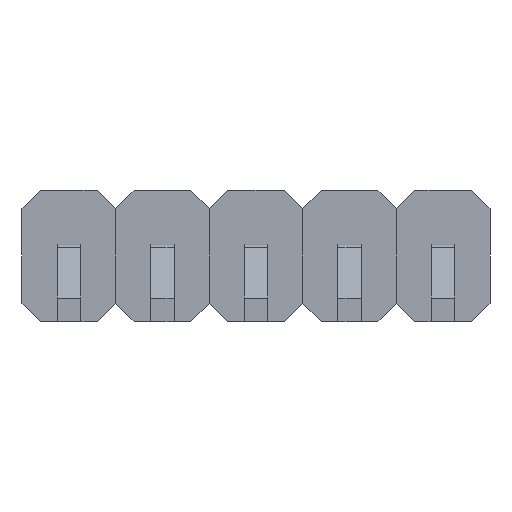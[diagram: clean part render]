
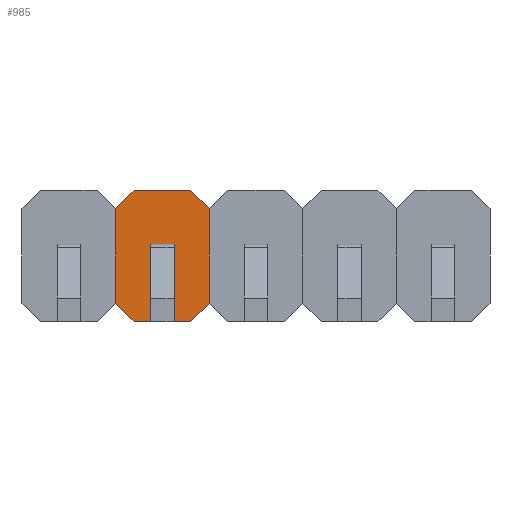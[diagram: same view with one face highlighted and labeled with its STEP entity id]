
A CAD part, left-side view. The second image highlights one B-rep face of the part: STEP entity #985.
In plain terms, the highlighted planar face has unit normal (-1, 0, 0).
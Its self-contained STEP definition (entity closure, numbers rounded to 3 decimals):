
#949 = EDGE_CURVE('',#950,#952,#954,.T.);
#950 = VERTEX_POINT('',#951);
#951 = CARTESIAN_POINT('',(3.808,0.77,3.56));
#952 = VERTEX_POINT('',#953);
#953 = CARTESIAN_POINT('',(3.808,-0.77,3.56));
#954 = LINE('',#955,#956);
#955 = CARTESIAN_POINT('',(3.808,1.27,3.56));
#956 = VECTOR('',#957,1.);
#957 = DIRECTION('',(0.,-1.,0.));
#985 = ADVANCED_FACE('',(#986),#1043,.F.);
#986 = FACE_BOUND('',#987,.F.);
#987 = EDGE_LOOP('',(#988,#989,#997,#1005,#1013,#1021,#1029,#1037));
#988 = ORIENTED_EDGE('',*,*,#949,.T.);
#989 = ORIENTED_EDGE('',*,*,#990,.T.);
#990 = EDGE_CURVE('',#952,#991,#993,.T.);
#991 = VERTEX_POINT('',#992);
#992 = CARTESIAN_POINT('',(3.808,-1.27,3.06));
#993 = LINE('',#994,#995);
#994 = CARTESIAN_POINT('',(3.808,-1.148,3.183));
#995 = VECTOR('',#996,1.);
#996 = DIRECTION('',(0.,-0.707,-0.707)
  );
#997 = ORIENTED_EDGE('',*,*,#998,.T.);
#998 = EDGE_CURVE('',#991,#999,#1001,.T.);
#999 = VERTEX_POINT('',#1000);
#1000 = CARTESIAN_POINT('',(3.808,-1.27,0.5));
#1001 = LINE('',#1002,#1003);
#1002 = CARTESIAN_POINT('',(3.808,-1.27,3.56));
#1003 = VECTOR('',#1004,1.);
#1004 = DIRECTION('',(0.,0.,-1.));
#1005 = ORIENTED_EDGE('',*,*,#1006,.T.);
#1006 = EDGE_CURVE('',#999,#1007,#1009,.T.);
#1007 = VERTEX_POINT('',#1008);
#1008 = CARTESIAN_POINT('',(3.808,-0.77,0.));
#1009 = LINE('',#1010,#1011);
#1010 = CARTESIAN_POINT('',(3.808,-1.148,0.378));
#1011 = VECTOR('',#1012,1.);
#1012 = DIRECTION('',(0.,0.707,-0.707)
  );
#1013 = ORIENTED_EDGE('',*,*,#1014,.T.);
#1014 = EDGE_CURVE('',#1007,#1015,#1017,.T.);
#1015 = VERTEX_POINT('',#1016);
#1016 = CARTESIAN_POINT('',(3.808,0.77,0.));
#1017 = LINE('',#1018,#1019);
#1018 = CARTESIAN_POINT('',(3.808,-1.27,0.));
#1019 = VECTOR('',#1020,1.);
#1020 = DIRECTION('',(0.,1.,0.));
#1021 = ORIENTED_EDGE('',*,*,#1022,.T.);
#1022 = EDGE_CURVE('',#1015,#1023,#1025,.T.);
#1023 = VERTEX_POINT('',#1024);
#1024 = CARTESIAN_POINT('',(3.808,1.27,0.5));
#1025 = LINE('',#1026,#1027);
#1026 = CARTESIAN_POINT('',(3.808,1.148,0.378));
#1027 = VECTOR('',#1028,1.);
#1028 = DIRECTION('',(0.,0.707,0.707)
  );
#1029 = ORIENTED_EDGE('',*,*,#1030,.T.);
#1030 = EDGE_CURVE('',#1023,#1031,#1033,.T.);
#1031 = VERTEX_POINT('',#1032);
#1032 = CARTESIAN_POINT('',(3.808,1.27,3.06));
#1033 = LINE('',#1034,#1035);
#1034 = CARTESIAN_POINT('',(3.808,1.27,0.));
#1035 = VECTOR('',#1036,1.);
#1036 = DIRECTION('',(0.,0.,1.));
#1037 = ORIENTED_EDGE('',*,*,#1038,.F.);
#1038 = EDGE_CURVE('',#950,#1031,#1039,.T.);
#1039 = LINE('',#1040,#1041);
#1040 = CARTESIAN_POINT('',(3.808,1.148,3.183));
#1041 = VECTOR('',#1042,1.);
#1042 = DIRECTION('',(0.,0.707,-0.707)
  );
#1043 = PLANE('',#1044);
#1044 = AXIS2_PLACEMENT_3D('',#1045,#1046,#1047);
#1045 = CARTESIAN_POINT('',(3.808,0.,1.78));
#1046 = DIRECTION('',(1.,0.,0.));
#1047 = DIRECTION('',(0.,0.,1.));
